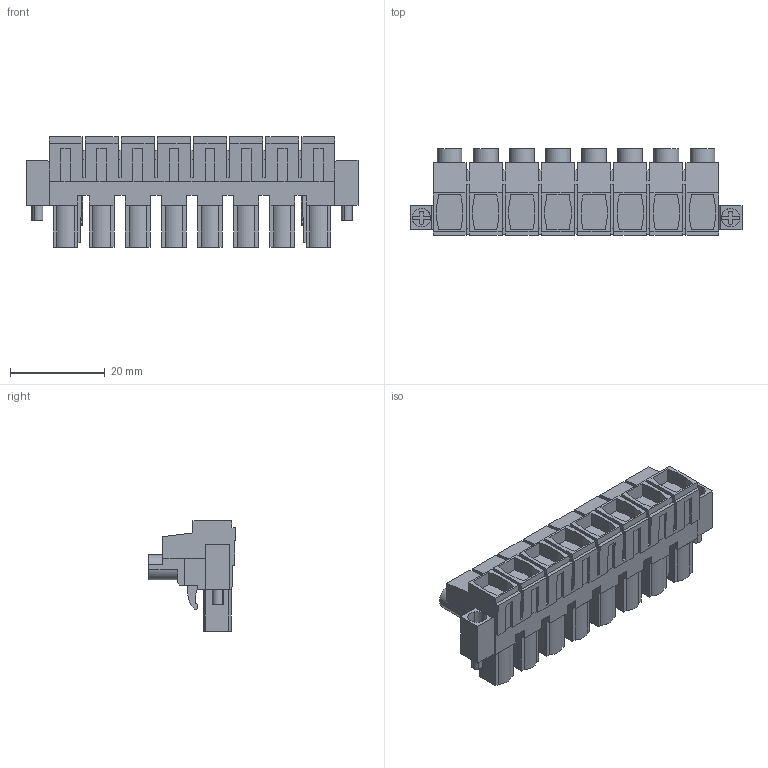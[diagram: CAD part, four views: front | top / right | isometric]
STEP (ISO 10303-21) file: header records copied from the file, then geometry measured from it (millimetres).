
FILE_DESCRIPTION(('CATIA V5 STEP Exchange','CAx-IF Rec.Pracs.--- Model Styling and Organization---1.2---2011-12-15'),'2;1');
FILE_NAME ('D1448479_0_1095740000_1095740000.stp','2017-06-08T10:35:10+00:00',('none'),('Weidmueller'),'CATIA Version 5-6 Release 2014','CATIA V5 STEP AP214','none');
FILE_SCHEMA(('AUTOMOTIVE_DESIGN { 1 0 10303 214 1 1 1 1 }'));
Length unit declared in the file: millimetre
Products named in the file (1): 1095740000
Bounding box: 70.02 x 18.28 x 23.35 mm (x, y, z)
Volume: 11491 mm3; surface area: 9670.8 mm2
Topology: 11 solids, 11 shells, 824 faces, 2322 edges, 1558 vertices
Faces by surface type: plane 688, cylinder 128, extrusion 8
Entity records: 24487 total; most frequent: ORIENTED_EDGE 4644, CARTESIAN_POINT 4605, DIRECTION 3199, EDGE_CURVE 2322, VECTOR 1991, LINE 1983, VERTEX_POINT 1558, EDGE_LOOP 866
